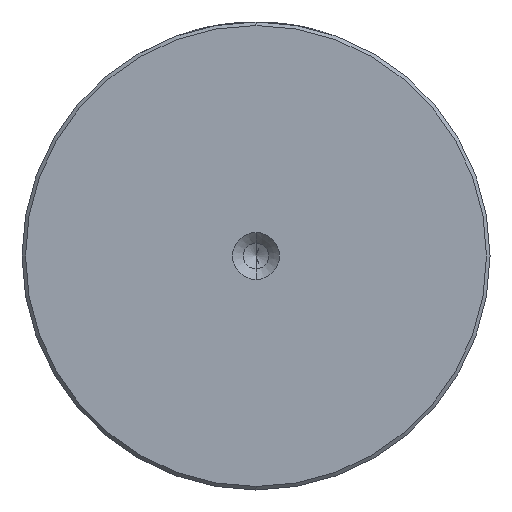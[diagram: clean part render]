
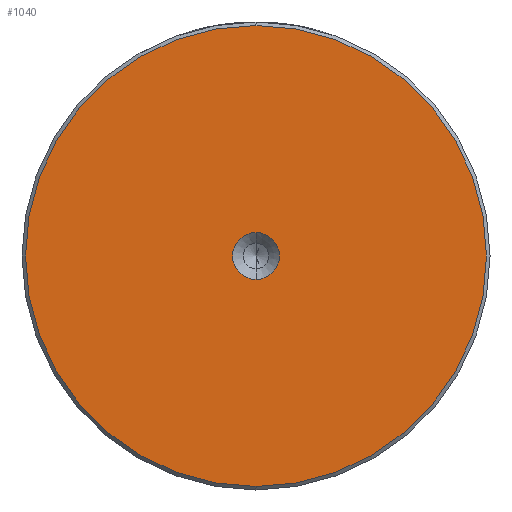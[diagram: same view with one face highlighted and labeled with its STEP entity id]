
A CAD part, left-side view. The second image highlights one B-rep face of the part: STEP entity #1040.
In plain terms, the highlighted planar face has unit normal (-1, 0, 0).
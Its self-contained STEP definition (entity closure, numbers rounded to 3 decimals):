
#41 = EDGE_CURVE ( 'NONE', #2680, #2752, #3050, .T. ) ;
#140 = CARTESIAN_POINT ( 'NONE',  ( 0., 0., -3.3 ) ) ;
#218 = EDGE_LOOP ( 'NONE', ( #406, #492 ) ) ;
#267 = CARTESIAN_POINT ( 'NONE',  ( 0., 0., 0. ) ) ;
#372 = DIRECTION ( 'NONE',  ( -1., 0., 0. ) ) ;
#406 = ORIENTED_EDGE ( 'NONE', *, *, #1477, .F. ) ;
#492 = ORIENTED_EDGE ( 'NONE', *, *, #2065, .F. ) ;
#510 = DIRECTION ( 'NONE',  ( 0., 0., 1. ) ) ;
#533 = CIRCLE ( 'NONE', #575, 3.3 ) ;
#575 = AXIS2_PLACEMENT_3D ( 'NONE', #1125, #2784, #1368 ) ;
#635 = AXIS2_PLACEMENT_3D ( 'NONE', #2291, #1585, #1816 ) ;
#798 = FACE_BOUND ( 'NONE', #218, .T. ) ;
#985 = CARTESIAN_POINT ( 'NONE',  ( 0., 0., 3.3 ) ) ;
#1040 = ADVANCED_FACE ( 'NONE', ( #1441, #798 ), #2993, .T. ) ;
#1078 = EDGE_CURVE ( 'NONE', #2752, #2680, #2004, .T. ) ;
#1105 = DIRECTION ( 'NONE',  ( -1., 0., 0. ) ) ;
#1125 = CARTESIAN_POINT ( 'NONE',  ( 0., 0., 0. ) ) ;
#1306 = EDGE_LOOP ( 'NONE', ( #2390, #1632 ) ) ;
#1328 = CARTESIAN_POINT ( 'NONE',  ( 0., 0., 0. ) ) ;
#1368 = DIRECTION ( 'NONE',  ( 0., 0., 1. ) ) ;
#1441 = FACE_OUTER_BOUND ( 'NONE', #1306, .T. ) ;
#1477 = EDGE_CURVE ( 'NONE', #1830, #3014, #533, .T. ) ;
#1585 = DIRECTION ( 'NONE',  ( -1., 0., 0. ) ) ;
#1608 = CARTESIAN_POINT ( 'NONE',  ( 0., 0., -32.5 ) ) ;
#1632 = ORIENTED_EDGE ( 'NONE', *, *, #41, .T. ) ;
#1710 = AXIS2_PLACEMENT_3D ( 'NONE', #267, #1955, #510 ) ;
#1816 = DIRECTION ( 'NONE',  ( 0., 0., 1. ) ) ;
#1830 = VERTEX_POINT ( 'NONE', #985 ) ;
#1955 = DIRECTION ( 'NONE',  ( -1., 0., 0. ) ) ;
#1997 = AXIS2_PLACEMENT_3D ( 'NONE', #1328, #372, #2055 ) ;
#2004 = CIRCLE ( 'NONE', #2307, 32.5 ) ;
#2055 = DIRECTION ( 'NONE',  ( 0., 0., 1. ) ) ;
#2065 = EDGE_CURVE ( 'NONE', #3014, #1830, #2542, .T. ) ;
#2291 = CARTESIAN_POINT ( 'NONE',  ( 0., 0., 0. ) ) ;
#2307 = AXIS2_PLACEMENT_3D ( 'NONE', #2531, #1105, #2772 ) ;
#2390 = ORIENTED_EDGE ( 'NONE', *, *, #1078, .T. ) ;
#2531 = CARTESIAN_POINT ( 'NONE',  ( 0., 0., 0. ) ) ;
#2542 = CIRCLE ( 'NONE', #1710, 3.3 ) ;
#2680 = VERTEX_POINT ( 'NONE', #2997 ) ;
#2752 = VERTEX_POINT ( 'NONE', #1608 ) ;
#2772 = DIRECTION ( 'NONE',  ( 0., 0., 1. ) ) ;
#2784 = DIRECTION ( 'NONE',  ( -1., 0., 0. ) ) ;
#2993 = PLANE ( 'NONE',  #1997 ) ;
#2997 = CARTESIAN_POINT ( 'NONE',  ( 0., 0., 32.5 ) ) ;
#3014 = VERTEX_POINT ( 'NONE', #140 ) ;
#3050 = CIRCLE ( 'NONE', #635, 32.5 ) ;
